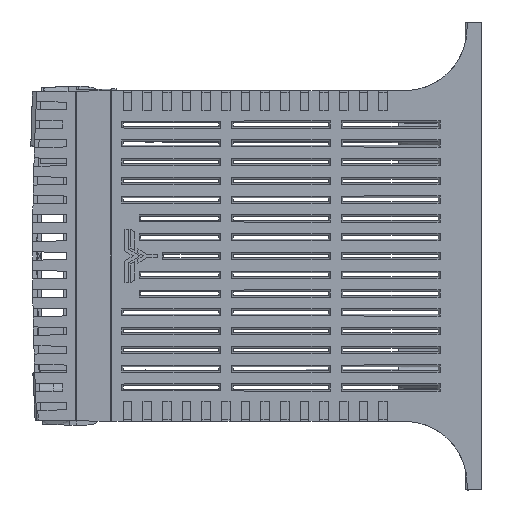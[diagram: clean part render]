
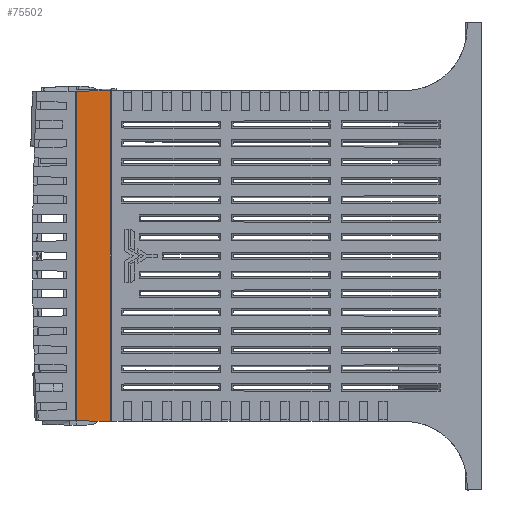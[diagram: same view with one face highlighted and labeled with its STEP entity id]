
A CAD part, left-side view. The second image highlights one B-rep face of the part: STEP entity #75502.
In plain terms, the highlighted planar face has unit normal (-1, 0.018, 0).
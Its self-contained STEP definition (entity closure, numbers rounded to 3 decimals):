
#4073=FACE_OUTER_BOUND('',#7447,.T.);
#7447=EDGE_LOOP('',(#49506,#49507,#49508,#49509));
#11327=LINE('',#102715,#20532);
#11328=LINE('',#102717,#20533);
#11329=LINE('',#102719,#20534);
#11330=LINE('',#102720,#20535);
#20532=VECTOR('',#83834,10.);
#20533=VECTOR('',#83835,10.);
#20534=VECTOR('',#83836,10.);
#20535=VECTOR('',#83837,10.);
#29738=VERTEX_POINT('',#102713);
#29739=VERTEX_POINT('',#102714);
#29740=VERTEX_POINT('',#102716);
#29741=VERTEX_POINT('',#102718);
#37810=EDGE_CURVE('',#29738,#29739,#11327,.T.);
#37811=EDGE_CURVE('',#29738,#29740,#11328,.T.);
#37812=EDGE_CURVE('',#29740,#29741,#11329,.T.);
#37813=EDGE_CURVE('',#29739,#29741,#11330,.T.);
#49506=ORIENTED_EDGE('',*,*,#37810,.F.);
#49507=ORIENTED_EDGE('',*,*,#37811,.T.);
#49508=ORIENTED_EDGE('',*,*,#37812,.T.);
#49509=ORIENTED_EDGE('',*,*,#37813,.F.);
#69876=PLANE('',#78958);
#75502=ADVANCED_FACE('',(#4073),#69876,.T.);
#78958=AXIS2_PLACEMENT_3D('',#102712,#83832,#83833);
#83832=DIRECTION('center_axis',(-1.,0.017,0.));
#83833=DIRECTION('ref_axis',(0.,0.,
1.));
#83834=DIRECTION('',(0.,0.,1.));
#83835=DIRECTION('',(-0.017,-1.,-0.017));
#83836=DIRECTION('',(0.,0.,1.));
#83837=DIRECTION('',(-0.017,-1.,0.017));
#102712=CARTESIAN_POINT('Origin',(-67.75,128.,-56.75));
#102713=CARTESIAN_POINT('',(-67.537,140.2,-57.037));
#102714=CARTESIAN_POINT('',(-67.537,140.2,57.037));
#102715=CARTESIAN_POINT('',(-67.537,140.2,56.537));
#102716=CARTESIAN_POINT('',(-67.741,128.5,-57.241));
#102717=CARTESIAN_POINT('',(-67.686,131.645,-57.186));
#102718=CARTESIAN_POINT('',(-67.741,128.5,57.241));
#102719=CARTESIAN_POINT('',(-67.741,128.5,0.368));
#102720=CARTESIAN_POINT('',(-67.619,135.505,57.119));
